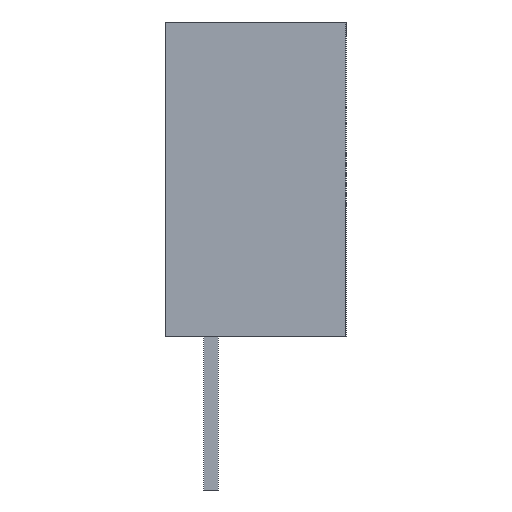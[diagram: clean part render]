
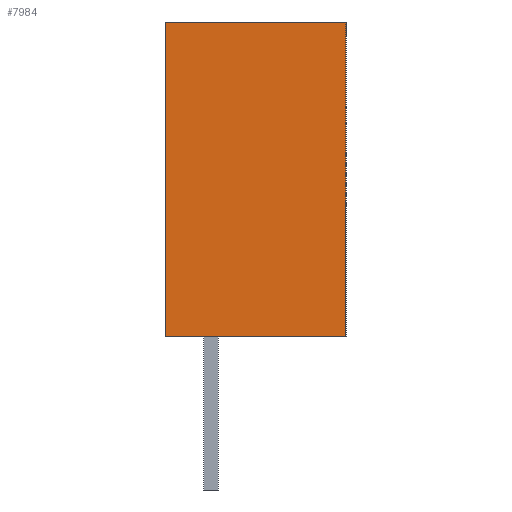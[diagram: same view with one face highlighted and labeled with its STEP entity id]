
A CAD part, left-side view. The second image highlights one B-rep face of the part: STEP entity #7984.
In plain terms, the highlighted planar face has unit normal (-1, 0, 0).
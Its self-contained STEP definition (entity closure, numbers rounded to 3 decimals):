
#1422 = VERTEX_POINT('',#1423);
#1423 = CARTESIAN_POINT('',(-44.704,8.89,2.54));
#1429 = EDGE_CURVE('',#1422,#1430,#1432,.T.);
#1430 = VERTEX_POINT('',#1431);
#1431 = CARTESIAN_POINT('',(-44.704,0.,2.54));
#1432 = LINE('',#1433,#1434);
#1433 = CARTESIAN_POINT('',(-44.704,8.89,2.54));
#1434 = VECTOR('',#1435,1.);
#1435 = DIRECTION('',(0.,-1.,0.));
#1470 = VERTEX_POINT('',#1471);
#1471 = CARTESIAN_POINT('',(-44.704,0.,-2.54));
#1477 = EDGE_CURVE('',#1478,#1470,#1480,.T.);
#1478 = VERTEX_POINT('',#1479);
#1479 = CARTESIAN_POINT('',(-44.704,8.89,-2.54));
#1480 = LINE('',#1481,#1482);
#1481 = CARTESIAN_POINT('',(-44.704,8.89,-2.54));
#1482 = VECTOR('',#1483,1.);
#1483 = DIRECTION('',(0.,-1.,0.));
#1594 = EDGE_CURVE('',#1470,#1430,#1595,.T.);
#1595 = LINE('',#1596,#1597);
#1596 = CARTESIAN_POINT('',(-44.704,0.,-2.54));
#1597 = VECTOR('',#1598,1.);
#1598 = DIRECTION('',(0.,0.,1.));
#6760 = EDGE_CURVE('',#1478,#1422,#6761,.T.);
#6761 = LINE('',#6762,#6763);
#6762 = CARTESIAN_POINT('',(-44.704,8.89,-2.54));
#6763 = VECTOR('',#6764,1.);
#6764 = DIRECTION('',(0.,0.,1.));
#7984 = ADVANCED_FACE('',(#7985),#7991,.F.);
#7985 = FACE_BOUND('',#7986,.T.);
#7986 = EDGE_LOOP('',(#7987,#7988,#7989,#7990));
#7987 = ORIENTED_EDGE('',*,*,#1594,.T.);
#7988 = ORIENTED_EDGE('',*,*,#1429,.F.);
#7989 = ORIENTED_EDGE('',*,*,#6760,.F.);
#7990 = ORIENTED_EDGE('',*,*,#1477,.T.);
#7991 = PLANE('',#7992);
#7992 = AXIS2_PLACEMENT_3D('',#7993,#7994,#7995);
#7993 = CARTESIAN_POINT('',(-44.704,8.89,-2.54));
#7994 = DIRECTION('',(1.,0.,0.));
#7995 = DIRECTION('',(0.,0.,-1.));
